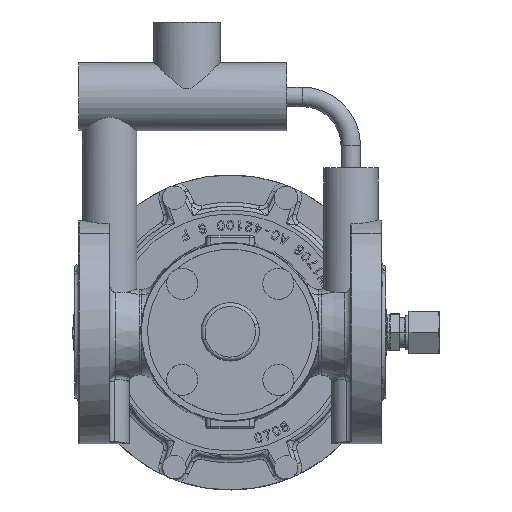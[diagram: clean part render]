
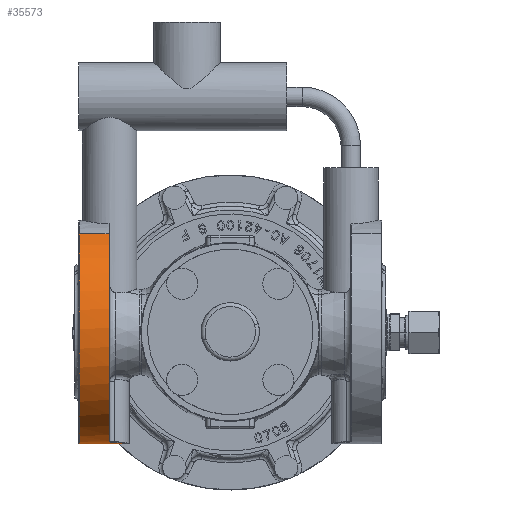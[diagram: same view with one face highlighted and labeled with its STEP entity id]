
A CAD part, top view. The second image highlights one B-rep face of the part: STEP entity #35573.
In plain terms, the highlighted cylindrical face has radius 57.5 mm (diameter 115 mm), a partial arc.
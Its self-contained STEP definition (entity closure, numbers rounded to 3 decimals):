
#34614=CARTESIAN_POINT('Axis2P3D Location',(-80.,0.,0.)) ;
#34623=CARTESIAN_POINT('Vertex',(-142.3,-50.461,-27.567)) ;
#34626=CARTESIAN_POINT('Line Origine',(-80.,-50.461,-27.567)) ;
#34630=CARTESIAN_POINT('Vertex',(-157.7,-50.461,-27.567)) ;
#34644=CARTESIAN_POINT('Vertex',(-157.7,50.461,27.567)) ;
#34647=CARTESIAN_POINT('Line Origine',(-80.,50.461,27.567)) ;
#34651=CARTESIAN_POINT('Vertex',(-142.3,50.461,27.567)) ;
#35471=CARTESIAN_POINT('Axis2P3D Location',(-157.7,0.,0.)) ;
#35476=CARTESIAN_POINT('Axis2P3D Location',(-142.3,0.,0.)) ;
#35480=CARTESIAN_POINT('Vertex',(-142.3,-55.962,-13.211)) ;
#35483=CARTESIAN_POINT('Axis2P3D Location',(-142.3,0.,0.)) ;
#35487=CARTESIAN_POINT('Vertex',(-142.3,-56.076,-12.715)) ;
#35491=CARTESIAN_POINT('Control Point',(-142.272,-56.187,-12.219)) ;
#35492=CARTESIAN_POINT('Control Point',(-142.294,-56.151,-12.384)) ;
#35493=CARTESIAN_POINT('Control Point',(-142.302,-56.114,-12.55)) ;
#35494=CARTESIAN_POINT('Control Point',(-142.3,-56.076,-12.715)) ;
#35495=CARTESIAN_POINT('Vertex',(-142.272,-56.187,-12.219)) ;
#35499=CARTESIAN_POINT('Control Point',(-139.776,-56.719,-9.446)) ;
#35500=CARTESIAN_POINT('Control Point',(-140.555,-56.688,-9.633)) ;
#35501=CARTESIAN_POINT('Control Point',(-141.272,-56.617,-10.054)) ;
#35502=CARTESIAN_POINT('Control Point',(-141.833,-56.505,-10.692)) ;
#35503=CARTESIAN_POINT('Control Point',(-142.172,-56.355,-11.445)) ;
#35504=CARTESIAN_POINT('Control Point',(-142.272,-56.187,-12.219)) ;
#35505=CARTESIAN_POINT('Vertex',(-139.776,-56.719,-9.446)) ;
#35509=CARTESIAN_POINT('Control Point',(-132.3,-57.5,0.)) ;
#35510=CARTESIAN_POINT('Control Point',(-132.3,-57.5,-2.607)) ;
#35511=CARTESIAN_POINT('Control Point',(-133.178,-57.353,-5.217)) ;
#35512=CARTESIAN_POINT('Control Point',(-134.924,-57.051,-7.406)) ;
#35513=CARTESIAN_POINT('Control Point',(-137.248,-56.818,-8.849)) ;
#35514=CARTESIAN_POINT('Control Point',(-139.776,-56.719,-9.446)) ;
#35515=CARTESIAN_POINT('Vertex',(-132.3,-57.5,0.)) ;
#35519=CARTESIAN_POINT('Control Point',(-139.776,-56.719,9.446)) ;
#35520=CARTESIAN_POINT('Control Point',(-137.248,-56.818,8.849)) ;
#35521=CARTESIAN_POINT('Control Point',(-134.923,-57.051,7.406)) ;
#35522=CARTESIAN_POINT('Control Point',(-133.178,-57.353,5.217)) ;
#35523=CARTESIAN_POINT('Control Point',(-132.3,-57.5,2.607)) ;
#35524=CARTESIAN_POINT('Control Point',(-132.3,-57.5,0.)) ;
#35525=CARTESIAN_POINT('Vertex',(-139.776,-56.719,9.446)) ;
#35529=CARTESIAN_POINT('Control Point',(-142.272,-56.187,12.219)) ;
#35530=CARTESIAN_POINT('Control Point',(-142.171,-56.355,11.443)) ;
#35531=CARTESIAN_POINT('Control Point',(-141.84,-56.502,10.705)) ;
#35532=CARTESIAN_POINT('Control Point',(-141.279,-56.617,10.056)) ;
#35533=CARTESIAN_POINT('Control Point',(-140.556,-56.688,9.634)) ;
#35534=CARTESIAN_POINT('Control Point',(-139.776,-56.719,9.446)) ;
#35535=CARTESIAN_POINT('Vertex',(-142.272,-56.187,12.219)) ;
#35539=CARTESIAN_POINT('Control Point',(-142.3,-56.076,12.715)) ;
#35540=CARTESIAN_POINT('Control Point',(-142.302,-56.115,12.547)) ;
#35541=CARTESIAN_POINT('Control Point',(-142.294,-56.15,12.387)) ;
#35542=CARTESIAN_POINT('Control Point',(-142.272,-56.187,12.219)) ;
#35543=CARTESIAN_POINT('Vertex',(-142.3,-56.076,12.715)) ;
#35546=CARTESIAN_POINT('Axis2P3D Location',(-142.3,0.,0.)) ;
#35550=CARTESIAN_POINT('Vertex',(-142.3,-55.962,13.211)) ;
#35553=CARTESIAN_POINT('Axis2P3D Location',(-142.3,0.,0.)) ;
#34615=DIRECTION('Axis2P3D Direction',(1.,0.,0.)) ;
#34616=DIRECTION('Axis2P3D XDirection',(0.,0.878,0.479)) ;
#34627=DIRECTION('Vector Direction',(1.,0.,0.)) ;
#34648=DIRECTION('Vector Direction',(1.,0.,0.)) ;
#35472=DIRECTION('Axis2P3D Direction',(1.,0.,0.)) ;
#35477=DIRECTION('Axis2P3D Direction',(1.,0.,0.)) ;
#35484=DIRECTION('Axis2P3D Direction',(1.,0.,0.)) ;
#35547=DIRECTION('Axis2P3D Direction',(1.,0.,0.)) ;
#35554=DIRECTION('Axis2P3D Direction',(1.,0.,0.)) ;
#34617=AXIS2_PLACEMENT_3D('Cylinder Axis2P3D',#34614,#34615,#34616) ;
#35473=AXIS2_PLACEMENT_3D('Circle Axis2P3D',#35471,#35472,$) ;
#35478=AXIS2_PLACEMENT_3D('Circle Axis2P3D',#35476,#35477,$) ;
#35485=AXIS2_PLACEMENT_3D('Circle Axis2P3D',#35483,#35484,$) ;
#35548=AXIS2_PLACEMENT_3D('Circle Axis2P3D',#35546,#35547,$) ;
#35555=AXIS2_PLACEMENT_3D('Circle Axis2P3D',#35553,#35554,$) ;
#35559=ORIENTED_EDGE('',*,*,#35475,.T.) ;
#35560=ORIENTED_EDGE('',*,*,#34632,.T.) ;
#35561=ORIENTED_EDGE('',*,*,#35482,.F.) ;
#35562=ORIENTED_EDGE('',*,*,#35489,.F.) ;
#35563=ORIENTED_EDGE('',*,*,#35497,.F.) ;
#35564=ORIENTED_EDGE('',*,*,#35507,.F.) ;
#35565=ORIENTED_EDGE('',*,*,#35517,.F.) ;
#35566=ORIENTED_EDGE('',*,*,#35527,.F.) ;
#35567=ORIENTED_EDGE('',*,*,#35537,.F.) ;
#35568=ORIENTED_EDGE('',*,*,#35545,.F.) ;
#35569=ORIENTED_EDGE('',*,*,#35552,.F.) ;
#35570=ORIENTED_EDGE('',*,*,#35557,.F.) ;
#35571=ORIENTED_EDGE('',*,*,#34653,.F.) ;
#34628=VECTOR('Line Direction',#34627,1.) ;
#34649=VECTOR('Line Direction',#34648,1.) ;
#35573=ADVANCED_FACE('NONE',(#35572),#34618,.T.) ;
#35490=B_SPLINE_CURVE_WITH_KNOTS('',3,(#35491,#35492,#35493,#35494),.UNSPECIFIED.,.F.,.U.,(4,4),(0.,0.72),.UNSPECIFIED.) ;
#35498=B_SPLINE_CURVE_WITH_KNOTS('',5,(#35499,#35500,#35501,#35502,#35503,#35504),.UNSPECIFIED.,.F.,.U.,(6,6),(0.,5.69),.UNSPECIFIED.) ;
#35508=B_SPLINE_CURVE_WITH_KNOTS('',5,(#35509,#35510,#35511,#35512,#35513,#35514),.UNSPECIFIED.,.F.,.U.,(6,6),(0.,18.47),.UNSPECIFIED.) ;
#35518=B_SPLINE_CURVE_WITH_KNOTS('',5,(#35519,#35520,#35521,#35522,#35523,#35524),.UNSPECIFIED.,.F.,.U.,(6,6),(0.,18.47),.UNSPECIFIED.) ;
#35528=B_SPLINE_CURVE_WITH_KNOTS('',5,(#35529,#35530,#35531,#35532,#35533,#35534),.UNSPECIFIED.,.F.,.U.,(6,6),(0.,5.689),.UNSPECIFIED.) ;
#35538=B_SPLINE_CURVE_WITH_KNOTS('',3,(#35539,#35540,#35541,#35542),.UNSPECIFIED.,.F.,.U.,(4,4),(0.,0.734),.UNSPECIFIED.) ;
#35474=CIRCLE('generated circle',#35473,57.5) ;
#35479=CIRCLE('generated circle',#35478,57.5) ;
#35486=CIRCLE('generated circle',#35485,57.5) ;
#35549=CIRCLE('generated circle',#35548,57.5) ;
#35556=CIRCLE('generated circle',#35555,57.5) ;
#34618=CYLINDRICAL_SURFACE('generated cylinder',#34617,57.5) ;
#34632=EDGE_CURVE('',#34631,#34624,#34629,.T.) ;
#34653=EDGE_CURVE('',#34645,#34652,#34650,.T.) ;
#35475=EDGE_CURVE('',#34645,#34631,#35474,.T.) ;
#35482=EDGE_CURVE('',#35481,#34624,#35479,.T.) ;
#35489=EDGE_CURVE('',#35488,#35481,#35486,.T.) ;
#35497=EDGE_CURVE('',#35496,#35488,#35490,.T.) ;
#35507=EDGE_CURVE('',#35506,#35496,#35498,.T.) ;
#35517=EDGE_CURVE('',#35516,#35506,#35508,.T.) ;
#35527=EDGE_CURVE('',#35526,#35516,#35518,.T.) ;
#35537=EDGE_CURVE('',#35536,#35526,#35528,.T.) ;
#35545=EDGE_CURVE('',#35544,#35536,#35538,.T.) ;
#35552=EDGE_CURVE('',#35551,#35544,#35549,.T.) ;
#35557=EDGE_CURVE('',#34652,#35551,#35556,.T.) ;
#35558=EDGE_LOOP('',(#35559,#35560,#35561,#35562,#35563,#35564,#35565,#35566,#35567,#35568,#35569,#35570,#35571)) ;
#35572=FACE_OUTER_BOUND('',#35558,.T.) ;
#34629=LINE('Line',#34626,#34628) ;
#34650=LINE('Line',#34647,#34649) ;
#34624=VERTEX_POINT('',#34623) ;
#34631=VERTEX_POINT('',#34630) ;
#34645=VERTEX_POINT('',#34644) ;
#34652=VERTEX_POINT('',#34651) ;
#35481=VERTEX_POINT('',#35480) ;
#35488=VERTEX_POINT('',#35487) ;
#35496=VERTEX_POINT('',#35495) ;
#35506=VERTEX_POINT('',#35505) ;
#35516=VERTEX_POINT('',#35515) ;
#35526=VERTEX_POINT('',#35525) ;
#35536=VERTEX_POINT('',#35535) ;
#35544=VERTEX_POINT('',#35543) ;
#35551=VERTEX_POINT('',#35550) ;
